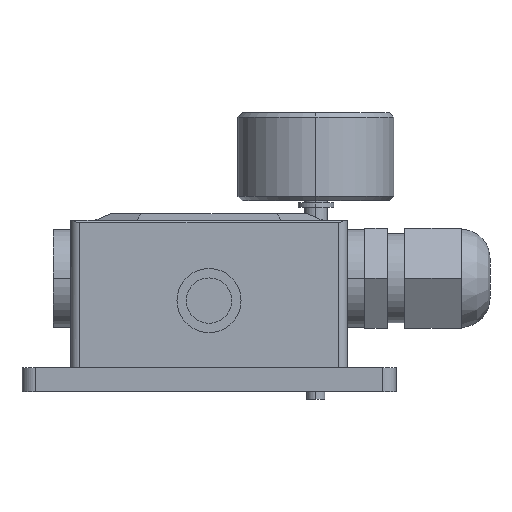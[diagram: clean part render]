
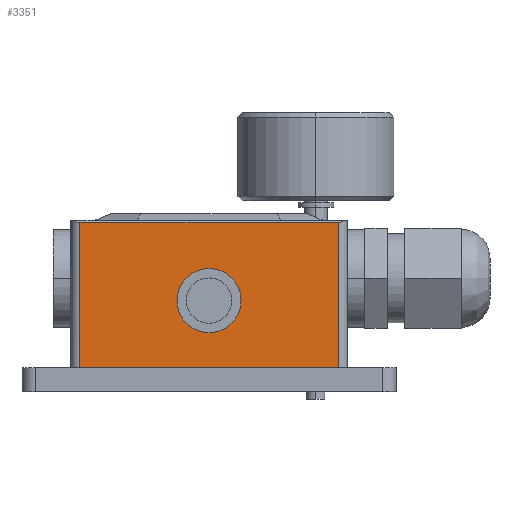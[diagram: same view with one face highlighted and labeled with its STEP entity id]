
A CAD part, front view. The second image highlights one B-rep face of the part: STEP entity #3351.
In plain terms, the highlighted planar face has unit normal (0, -1, 0).
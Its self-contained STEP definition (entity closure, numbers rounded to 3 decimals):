
#3277=CARTESIAN_POINT('',(71.,0.0,38.));
#3278=VERTEX_POINT('',#3277);
#3286=CARTESIAN_POINT('',(71.,0.,5.4));
#3287=VERTEX_POINT('',#3286);
#3288=CARTESIAN_POINT('',(71.,0.,38.));
#3289=DIRECTION('',(0.0,0.0,-1.0));
#3290=VECTOR('',#3289,32.6);
#3291=LINE('',#3288,#3290);
#3292=EDGE_CURVE('',#3278,#3287,#3291,.T.);
#3321=CARTESIAN_POINT('',(73.,0.0,38.));
#3322=DIRECTION('',(0.0,-1.0,0.0));
#3323=DIRECTION('',(1.0,0.0,0.0));
#3324=AXIS2_PLACEMENT_3D('',#3321,#3322,#3323);
#3325=PLANE('',#3324);
#3326=ORIENTED_EDGE('',*,*,#3292,.F.);
#3327=CARTESIAN_POINT('',(13.,0.,38.));
#3328=VERTEX_POINT('',#3327);
#3329=CARTESIAN_POINT('',(71.,0.,38.));
#3330=DIRECTION('',(-1.0,0.0,0.0));
#3331=VECTOR('',#3330,58.);
#3332=LINE('',#3329,#3331);
#3333=EDGE_CURVE('',#3278,#3328,#3332,.T.);
#3334=ORIENTED_EDGE('',*,*,#3333,.T.);
#3335=CARTESIAN_POINT('',(13.,0.0,5.4));
#3336=VERTEX_POINT('',#3335);
#3337=CARTESIAN_POINT('',(13.,0.,5.4));
#3338=DIRECTION('',(0.0,0.0,1.0));
#3339=VECTOR('',#3338,32.6);
#3340=LINE('',#3337,#3339);
#3341=EDGE_CURVE('',#3336,#3328,#3340,.T.);
#3342=ORIENTED_EDGE('',*,*,#3341,.F.);
#3343=CARTESIAN_POINT('',(71.,0.,5.4));
#3344=DIRECTION('',(-1.0,0.0,0.0));
#3345=VECTOR('',#3344,58.);
#3346=LINE('',#3343,#3345);
#3347=EDGE_CURVE('',#3287,#3336,#3346,.T.);
#3348=ORIENTED_EDGE('',*,*,#3347,.F.);
#3349=EDGE_LOOP('',(#3326,#3334,#3342,#3348));
#3350=FACE_OUTER_BOUND('',#3349,.T.);
#3351=ADVANCED_FACE('',(#3350),#3325,.T.);
